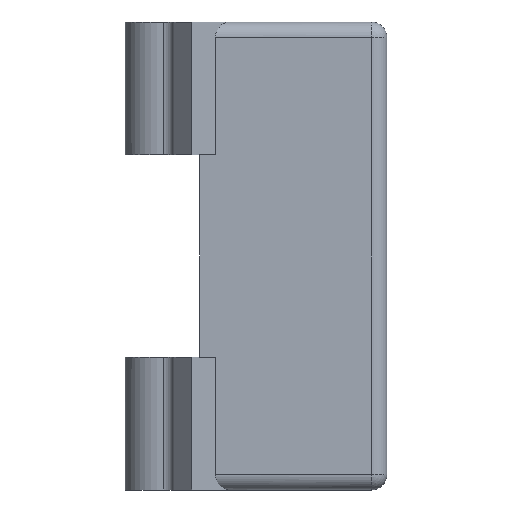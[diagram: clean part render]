
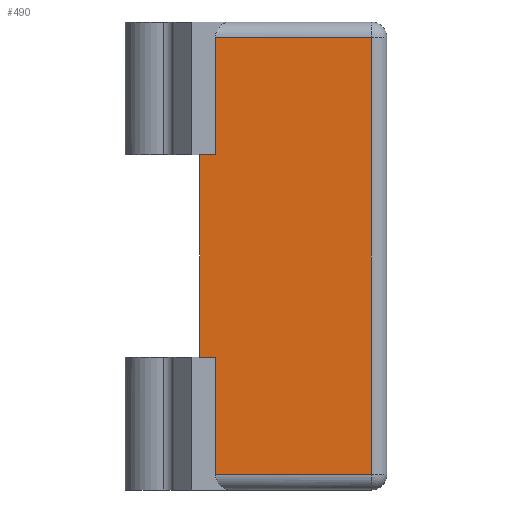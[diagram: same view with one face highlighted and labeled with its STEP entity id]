
A CAD part, front view. The second image highlights one B-rep face of the part: STEP entity #490.
In plain terms, the highlighted planar face has unit normal (0, -1, 0).
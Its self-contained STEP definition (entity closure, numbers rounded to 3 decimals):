
#15=PLANE('',#550);
#40=FACE_OUTER_BOUND('',#70,.T.);
#70=EDGE_LOOP('',(#347,#348,#349,#350,#351,#352,#353,#354));
#97=LINE('',#750,#145);
#103=LINE('',#793,#151);
#104=LINE('',#795,#152);
#105=LINE('',#797,#153);
#106=LINE('',#799,#154);
#107=LINE('',#801,#155);
#108=LINE('',#803,#156);
#109=LINE('',#804,#157);
#145=VECTOR('',#596,10.);
#151=VECTOR('',#624,10.);
#152=VECTOR('',#625,10.);
#153=VECTOR('',#626,10.);
#154=VECTOR('',#627,10.);
#155=VECTOR('',#628,10.);
#156=VECTOR('',#629,10.);
#157=VECTOR('',#630,10.);
#214=VERTEX_POINT('',#747);
#215=VERTEX_POINT('',#749);
#223=VERTEX_POINT('',#792);
#224=VERTEX_POINT('',#794);
#225=VERTEX_POINT('',#796);
#226=VERTEX_POINT('',#798);
#227=VERTEX_POINT('',#800);
#228=VERTEX_POINT('',#802);
#258=EDGE_CURVE('',#214,#215,#97,.T.);
#271=EDGE_CURVE('',#223,#214,#103,.T.);
#272=EDGE_CURVE('',#224,#223,#104,.T.);
#273=EDGE_CURVE('',#224,#225,#105,.T.);
#274=EDGE_CURVE('',#226,#225,#106,.T.);
#275=EDGE_CURVE('',#227,#226,#107,.T.);
#276=EDGE_CURVE('',#228,#227,#108,.T.);
#277=EDGE_CURVE('',#228,#215,#109,.T.);
#347=ORIENTED_EDGE('',*,*,#258,.F.);
#348=ORIENTED_EDGE('',*,*,#271,.F.);
#349=ORIENTED_EDGE('',*,*,#272,.F.);
#350=ORIENTED_EDGE('',*,*,#273,.T.);
#351=ORIENTED_EDGE('',*,*,#274,.F.);
#352=ORIENTED_EDGE('',*,*,#275,.F.);
#353=ORIENTED_EDGE('',*,*,#276,.F.);
#354=ORIENTED_EDGE('',*,*,#277,.T.);
#490=ADVANCED_FACE('',(#40),#15,.F.);
#550=AXIS2_PLACEMENT_3D('',#791,#622,#623);
#596=DIRECTION('',(-1.,0.,0.));
#622=DIRECTION('center_axis',(0.,1.,0.));
#623=DIRECTION('ref_axis',(1.,0.,0.));
#624=DIRECTION('',(0.,0.,-1.));
#625=DIRECTION('',(1.,0.,0.));
#626=DIRECTION('',(0.,0.,-1.));
#627=DIRECTION('',(1.,0.,0.));
#628=DIRECTION('',(0.,0.,1.));
#629=DIRECTION('',(-1.,0.,0.));
#630=DIRECTION('',(0.,0.,-1.));
#747=CARTESIAN_POINT('',(10.5,3.,-28.));
#749=CARTESIAN_POINT('',(-9.5,3.,-28.));
#750=CARTESIAN_POINT('',(1.5,3.,-28.));
#791=CARTESIAN_POINT('Origin',(-9.5,3.,30.));
#792=CARTESIAN_POINT('',(10.5,3.,28.));
#793=CARTESIAN_POINT('',(10.5,3.,30.));
#794=CARTESIAN_POINT('',(-9.5,3.,28.));
#795=CARTESIAN_POINT('',(-11.,3.,28.));
#796=CARTESIAN_POINT('',(-9.5,3.,13.));
#797=CARTESIAN_POINT('',(-9.5,3.,30.));
#798=CARTESIAN_POINT('',(-11.5,3.,13.));
#799=CARTESIAN_POINT('',(-11.75,3.,13.));
#800=CARTESIAN_POINT('',(-11.5,3.,-13.));
#801=CARTESIAN_POINT('',(-11.5,3.,21.5));
#802=CARTESIAN_POINT('',(-9.5,3.,-13.));
#803=CARTESIAN_POINT('',(-11.75,3.,-13.));
#804=CARTESIAN_POINT('',(-9.5,3.,30.));
